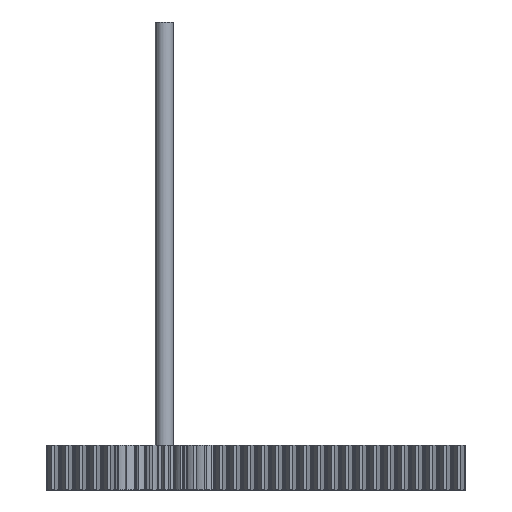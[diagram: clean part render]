
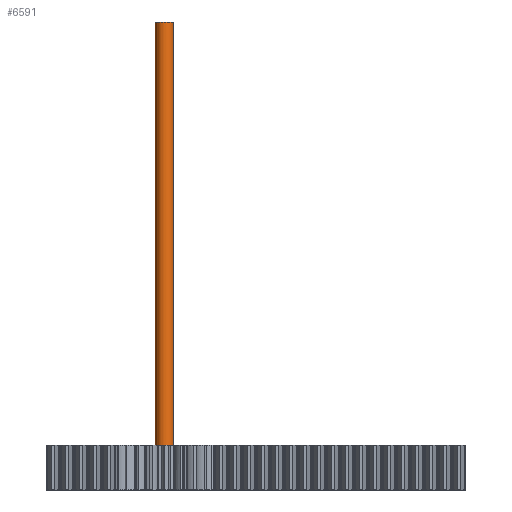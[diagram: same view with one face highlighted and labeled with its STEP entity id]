
A CAD part, top view. The second image highlights one B-rep face of the part: STEP entity #6591.
In plain terms, the highlighted cylindrical face has radius 4 mm (diameter 8 mm), a full revolution.
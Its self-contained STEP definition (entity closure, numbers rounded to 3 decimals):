
#325=FACE_OUTER_BOUND('',#676,.T.);
#676=EDGE_LOOP('',(#4380,#4381,#4382,#4383));
#1027=LINE('',#9458,#1700);
#1700=VECTOR('',#7587,4.);
#2373=CIRCLE('',#6982,4.);
#2374=CIRCLE('',#6983,4.);
#2655=VERTEX_POINT('',#9455);
#2656=VERTEX_POINT('',#9457);
#3345=EDGE_CURVE('',#2655,#2655,#2373,.T.);
#3346=EDGE_CURVE('',#2655,#2656,#1027,.T.);
#3347=EDGE_CURVE('',#2656,#2656,#2374,.T.);
#4380=ORIENTED_EDGE('',*,*,#3345,.F.);
#4381=ORIENTED_EDGE('',*,*,#3346,.T.);
#4382=ORIENTED_EDGE('',*,*,#3347,.T.);
#4383=ORIENTED_EDGE('',*,*,#3346,.F.);
#6450=CYLINDRICAL_SURFACE('',#6981,4.);
#6591=ADVANCED_FACE('',(#325),#6450,.T.);
#6981=AXIS2_PLACEMENT_3D('',#9454,#7583,#7584);
#6982=AXIS2_PLACEMENT_3D('',#9456,#7585,#7586);
#6983=AXIS2_PLACEMENT_3D('',#9459,#7588,#7589);
#7583=DIRECTION('center_axis',(0.,1.,0.));
#7584=DIRECTION('ref_axis',(1.,0.,0.));
#7585=DIRECTION('center_axis',(0.,1.,0.));
#7586=DIRECTION('ref_axis',(1.,0.,0.));
#7587=DIRECTION('',(0.,-1.,0.));
#7588=DIRECTION('center_axis',(0.,1.,0.));
#7589=DIRECTION('ref_axis',(1.,0.,0.));
#9454=CARTESIAN_POINT('Origin',(0.,0.,0.));
#9455=CARTESIAN_POINT('',(-4.,210.,0.));
#9456=CARTESIAN_POINT('Origin',(0.,210.,0.));
#9457=CARTESIAN_POINT('',(-4.,0.,0.));
#9458=CARTESIAN_POINT('',(-4.,0.,0.));
#9459=CARTESIAN_POINT('Origin',(0.,0.,0.));
